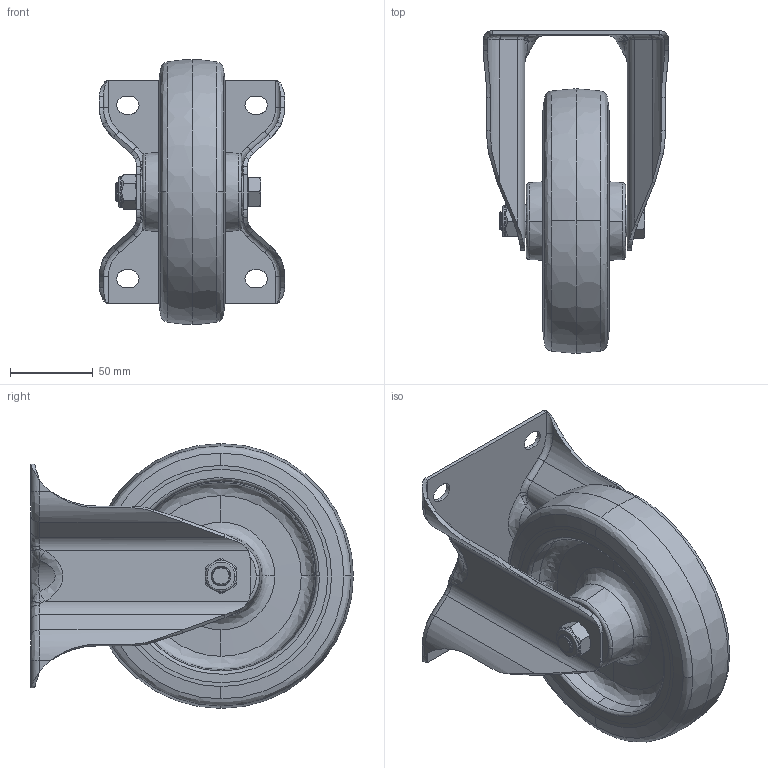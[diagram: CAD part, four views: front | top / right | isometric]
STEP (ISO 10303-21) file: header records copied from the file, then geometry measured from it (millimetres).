
FILE_DESCRIPTION (( 'STEP AP214' ), '1' );
FILE_NAME ('0056757.step', '2024-04-08T12:00:47', ( '' ), ( '' ), 'SwSTEP 2.0', 'SolidWorks 2020', '' );
FILE_SCHEMA (( 'AUTOMOTIVE_DESIGN' ));
Length unit declared in the file: millimetre
Products named in the file (1): 0056757
Bounding box: 112 x 194.98 x 159.96 mm (x, y, z)
Volume: 632331.1 mm3; surface area: 156840 mm2
Topology: 1 solids, 1 shells, 394 faces, 1101 edges, 720 vertices
Faces by surface type: bspline 158, cylinder 122, plane 72, cone 38, torus 4
Entity records: 39873 total; most frequent: CARTESIAN_POINT 30771, ORIENTED_EDGE 2202, DIRECTION 1172, EDGE_CURVE 1101, VERTEX_POINT 720, B_SPLINE_CURVE_WITH_KNOTS 593, AXIS2_PLACEMENT_3D 450, EDGE_LOOP 419
